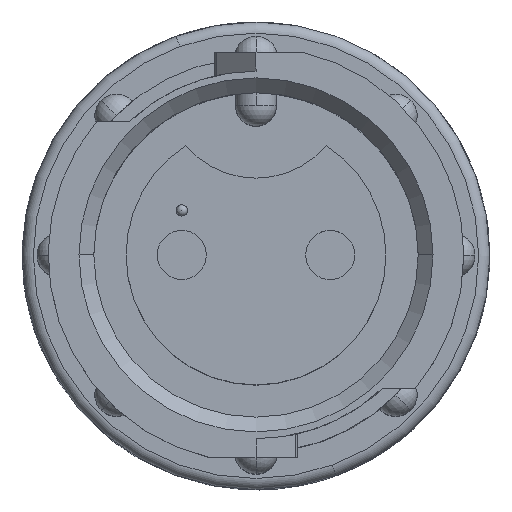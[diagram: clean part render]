
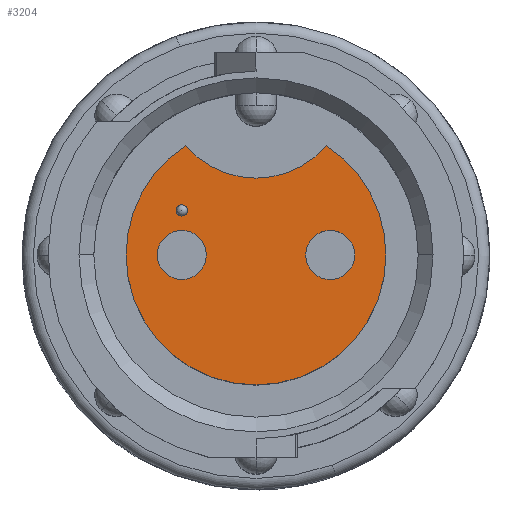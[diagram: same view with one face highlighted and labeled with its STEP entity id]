
A CAD part, top view. The second image highlights one B-rep face of the part: STEP entity #3204.
In plain terms, the highlighted planar face has unit normal (0, 0, 1).
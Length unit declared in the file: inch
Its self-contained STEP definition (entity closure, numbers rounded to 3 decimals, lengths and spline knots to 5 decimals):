
#76 = DIRECTION ( 'NONE',  ( 1., 0., 0. ) ) ;
#182 = DIRECTION ( 'NONE',  ( 0., 0., 1. ) ) ;
#214 = VERTEX_POINT ( 'NONE', #1891 ) ;
#386 = DIRECTION ( 'NONE',  ( -1., 0., 0. ) ) ;
#467 = FACE_BOUND ( 'NONE', #10302, .T. ) ;
#525 = EDGE_CURVE ( 'NONE', #6158, #2825, #4955, .T. ) ;
#689 = ORIENTED_EDGE ( 'NONE', *, *, #5418, .F. ) ;
#858 = AXIS2_PLACEMENT_3D ( 'NONE', #9071, #15112, #8007 ) ;
#1230 = DIRECTION ( 'NONE',  ( 0., 0., 1. ) ) ;
#1263 = CARTESIAN_POINT ( 'NONE',  ( 0., 0., -0.065 ) ) ;
#1537 = ORIENTED_EDGE ( 'NONE', *, *, #5761, .F. ) ;
#1674 = VERTEX_POINT ( 'NONE', #10467 ) ;
#1763 = CARTESIAN_POINT ( 'NONE',  ( -0.1, 0.0001, -0.065 ) ) ;
#1839 = DIRECTION ( 'NONE',  ( 1., 0., 0. ) ) ;
#1891 = CARTESIAN_POINT ( 'NONE',  ( 0.133, 0., -0.065 ) ) ;
#2009 = CARTESIAN_POINT ( 'NONE',  ( 0.09484, 0.14707, -0.065 ) ) ;
#2251 = DIRECTION ( 'NONE',  ( 0., 0., 1. ) ) ;
#2639 = FACE_OUTER_BOUND ( 'NONE', #10601, .T. ) ;
#2825 = VERTEX_POINT ( 'NONE', #7991 ) ;
#2885 = AXIS2_PLACEMENT_3D ( 'NONE', #5135, #4897, #7493 ) ;
#2886 = ORIENTED_EDGE ( 'NONE', *, *, #7091, .F. ) ;
#2944 = DIRECTION ( 'NONE',  ( 1., 0., 0. ) ) ;
#2957 = ORIENTED_EDGE ( 'NONE', *, *, #4794, .F. ) ;
#3105 = CIRCLE ( 'NONE', #13575, 0.175 ) ;
#3204 = ADVANCED_FACE ( 'NONE', ( #2639, #12093, #7806, #467 ), #9805, .F. ) ;
#3259 = AXIS2_PLACEMENT_3D ( 'NONE', #3545, #1230, #76 ) ;
#3328 = CIRCLE ( 'NONE', #858, 0.033 ) ;
#3395 = CARTESIAN_POINT ( 'NONE',  ( -0.1, 0.06, -0.065 ) ) ;
#3545 = CARTESIAN_POINT ( 'NONE',  ( 0.1, 0., -0.065 ) ) ;
#3835 = ORIENTED_EDGE ( 'NONE', *, *, #6248, .T. ) ;
#4418 = DIRECTION ( 'NONE',  ( 1., 0., 0. ) ) ;
#4537 = CARTESIAN_POINT ( 'NONE',  ( -0.067, 0.0001, -0.065 ) ) ;
#4616 = CIRCLE ( 'NONE', #13138, 0.125 ) ;
#4705 = AXIS2_PLACEMENT_3D ( 'NONE', #7303, #6241, #386 ) ;
#4794 = EDGE_CURVE ( 'NONE', #14364, #214, #12769, .T. ) ;
#4897 = DIRECTION ( 'NONE',  ( 0., 0., 1. ) ) ;
#4900 = ORIENTED_EDGE ( 'NONE', *, *, #11184, .F. ) ;
#4955 = CIRCLE ( 'NONE', #13953, 0.175 ) ;
#5135 = CARTESIAN_POINT ( 'NONE',  ( -0.1, 0.06, -0.065 ) ) ;
#5281 = EDGE_CURVE ( 'NONE', #7848, #1674, #7892, .T. ) ;
#5301 = VERTEX_POINT ( 'NONE', #4537 ) ;
#5418 = EDGE_CURVE ( 'NONE', #214, #14364, #8625, .T. ) ;
#5761 = EDGE_CURVE ( 'NONE', #11237, #5301, #8291, .T. ) ;
#6158 = VERTEX_POINT ( 'NONE', #9043 ) ;
#6241 = DIRECTION ( 'NONE',  ( 0., 0., -1. ) ) ;
#6248 = EDGE_CURVE ( 'NONE', #2825, #14835, #14872, .T. ) ;
#6494 = CARTESIAN_POINT ( 'NONE',  ( 0., 0.2285, -0.065 ) ) ;
#7091 = EDGE_CURVE ( 'NONE', #1674, #7848, #10047, .T. ) ;
#7145 = DIRECTION ( 'NONE',  ( 1., 0., 0. ) ) ;
#7303 = CARTESIAN_POINT ( 'NONE',  ( 0., 0., -0.065 ) ) ;
#7493 = DIRECTION ( 'NONE',  ( -1., 0., 0. ) ) ;
#7806 = FACE_BOUND ( 'NONE', #8424, .T. ) ;
#7848 = VERTEX_POINT ( 'NONE', #7878 ) ;
#7878 = CARTESIAN_POINT ( 'NONE',  ( -0.0925, 0.06, -0.065 ) ) ;
#7892 = CIRCLE ( 'NONE', #14233, 0.0075 ) ;
#7991 = CARTESIAN_POINT ( 'NONE',  ( -0.175, 0., -0.065 ) ) ;
#8007 = DIRECTION ( 'NONE',  ( 1., 0., 0. ) ) ;
#8090 = DIRECTION ( 'NONE',  ( 0., 0., 1. ) ) ;
#8291 = CIRCLE ( 'NONE', #11226, 0.033 ) ;
#8343 = DIRECTION ( 'NONE',  ( 0., 0., 1. ) ) ;
#8403 = CARTESIAN_POINT ( 'NONE',  ( 0.175, 0., -0.065 ) ) ;
#8424 = EDGE_LOOP ( 'NONE', ( #689, #2957 ) ) ;
#8625 = CIRCLE ( 'NONE', #3259, 0.033 ) ;
#9043 = CARTESIAN_POINT ( 'NONE',  ( -0.09484, 0.14707, -0.065 ) ) ;
#9071 = CARTESIAN_POINT ( 'NONE',  ( -0.1, 0.0001, -0.065 ) ) ;
#9152 = CARTESIAN_POINT ( 'NONE',  ( -0.133, 0.0001, -0.065 ) ) ;
#9516 = DIRECTION ( 'NONE',  ( 1., 0., 0. ) ) ;
#9805 = PLANE ( 'NONE',  #4705 ) ;
#10047 = CIRCLE ( 'NONE', #2885, 0.0075 ) ;
#10089 = AXIS2_PLACEMENT_3D ( 'NONE', #11521, #8090, #4418 ) ;
#10241 = AXIS2_PLACEMENT_3D ( 'NONE', #12928, #2251, #7145 ) ;
#10302 = EDGE_LOOP ( 'NONE', ( #2886, #12743 ) ) ;
#10467 = CARTESIAN_POINT ( 'NONE',  ( -0.1075, 0.06, -0.065 ) ) ;
#10601 = EDGE_LOOP ( 'NONE', ( #10612, #3835, #14934, #12158 ) ) ;
#10612 = ORIENTED_EDGE ( 'NONE', *, *, #525, .T. ) ;
#11085 = CARTESIAN_POINT ( 'NONE',  ( 0.067, 0., -0.065 ) ) ;
#11104 = CARTESIAN_POINT ( 'NONE',  ( 0., 0., -0.065 ) ) ;
#11136 = DIRECTION ( 'NONE',  ( 0., 0., 1. ) ) ;
#11184 = EDGE_CURVE ( 'NONE', #5301, #11237, #3328, .T. ) ;
#11226 = AXIS2_PLACEMENT_3D ( 'NONE', #1763, #14966, #1839 ) ;
#11237 = VERTEX_POINT ( 'NONE', #9152 ) ;
#11521 = CARTESIAN_POINT ( 'NONE',  ( 0.1, 0., -0.065 ) ) ;
#11786 = DIRECTION ( 'NONE',  ( 1., 0., 0. ) ) ;
#12093 = FACE_BOUND ( 'NONE', #13639, .T. ) ;
#12158 = ORIENTED_EDGE ( 'NONE', *, *, #15089, .F. ) ;
#12201 = VERTEX_POINT ( 'NONE', #2009 ) ;
#12743 = ORIENTED_EDGE ( 'NONE', *, *, #5281, .F. ) ;
#12769 = CIRCLE ( 'NONE', #10089, 0.033 ) ;
#12774 = DIRECTION ( 'NONE',  ( -1., 0., 0. ) ) ;
#12928 = CARTESIAN_POINT ( 'NONE',  ( 0., 0., -0.065 ) ) ;
#13138 = AXIS2_PLACEMENT_3D ( 'NONE', #6494, #11136, #11786 ) ;
#13575 = AXIS2_PLACEMENT_3D ( 'NONE', #11104, #14385, #2944 ) ;
#13639 = EDGE_LOOP ( 'NONE', ( #4900, #1537 ) ) ;
#13939 = EDGE_CURVE ( 'NONE', #14835, #12201, #3105, .T. ) ;
#13953 = AXIS2_PLACEMENT_3D ( 'NONE', #1263, #182, #9516 ) ;
#14233 = AXIS2_PLACEMENT_3D ( 'NONE', #3395, #8343, #12774 ) ;
#14364 = VERTEX_POINT ( 'NONE', #11085 ) ;
#14385 = DIRECTION ( 'NONE',  ( 0., 0., 1. ) ) ;
#14835 = VERTEX_POINT ( 'NONE', #8403 ) ;
#14872 = CIRCLE ( 'NONE', #10241, 0.175 ) ;
#14934 = ORIENTED_EDGE ( 'NONE', *, *, #13939, .T. ) ;
#14966 = DIRECTION ( 'NONE',  ( 0., 0., 1. ) ) ;
#15089 = EDGE_CURVE ( 'NONE', #6158, #12201, #4616, .T. ) ;
#15112 = DIRECTION ( 'NONE',  ( 0., 0., 1. ) ) ;
